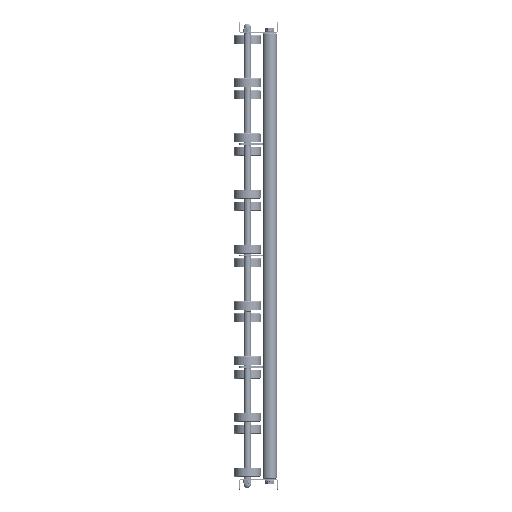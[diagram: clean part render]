
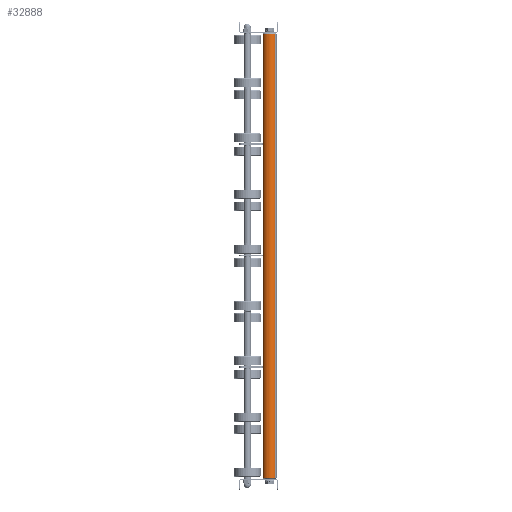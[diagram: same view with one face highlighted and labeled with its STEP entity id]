
A CAD part, left-side view. The second image highlights one B-rep face of the part: STEP entity #32888.
In plain terms, the highlighted cylindrical face has radius 12.5 mm (diameter 25 mm), a partial arc.
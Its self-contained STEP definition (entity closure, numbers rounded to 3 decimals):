
#498 = ORIENTED_EDGE ( 'NONE', *, *, #35957, .T. ) ;
#1003 = VERTEX_POINT ( 'NONE', #20456 ) ;
#1826 = VERTEX_POINT ( 'NONE', #7516 ) ;
#2314 = VECTOR ( 'NONE', #22944, 1000. ) ;
#2842 = DIRECTION ( 'NONE',  ( -1., 0., 0. ) ) ;
#3338 = CYLINDRICAL_SURFACE ( 'NONE', #22052, 12.5 ) ;
#5277 = DIRECTION ( 'NONE',  ( 0., 0., -1. ) ) ;
#5530 = CIRCLE ( 'NONE', #29342, 12.5 ) ;
#6950 = AXIS2_PLACEMENT_3D ( 'NONE', #25462, #25089, #5277 ) ;
#7516 = CARTESIAN_POINT ( 'NONE',  ( 799., 0., 12.5 ) ) ;
#7597 = VERTEX_POINT ( 'NONE', #13497 ) ;
#8336 = LINE ( 'NONE', #19346, #8701 ) ;
#8701 = VECTOR ( 'NONE', #2842, 1000. ) ;
#8837 = FACE_OUTER_BOUND ( 'NONE', #24034, .T. ) ;
#9183 = CARTESIAN_POINT ( 'NONE',  ( 800., 0., 12.5 ) ) ;
#9608 = CARTESIAN_POINT ( 'NONE',  ( 799., 0., 0. ) ) ;
#9792 = DIRECTION ( 'NONE',  ( -1., 0., 0. ) ) ;
#10151 = VERTEX_POINT ( 'NONE', #28536 ) ;
#11764 = CARTESIAN_POINT ( 'NONE',  ( 800., 0., 0. ) ) ;
#13495 = EDGE_CURVE ( 'NONE', #7597, #10151, #32145, .T. ) ;
#13497 = CARTESIAN_POINT ( 'NONE',  ( 1., 0., 12.5 ) ) ;
#14776 = EDGE_CURVE ( 'NONE', #1003, #10151, #8336, .T. ) ;
#19346 = CARTESIAN_POINT ( 'NONE',  ( 800., 0., -12.5 ) ) ;
#19656 = EDGE_CURVE ( 'NONE', #1003, #1826, #5530, .T. ) ;
#20456 = CARTESIAN_POINT ( 'NONE',  ( 799., 0., -12.5 ) ) ;
#21229 = ORIENTED_EDGE ( 'NONE', *, *, #13495, .T. ) ;
#22052 = AXIS2_PLACEMENT_3D ( 'NONE', #11764, #27742, #33427 ) ;
#22944 = DIRECTION ( 'NONE',  ( -1., 0., 0. ) ) ;
#24034 = EDGE_LOOP ( 'NONE', ( #27376, #34111, #498, #21229 ) ) ;
#25089 = DIRECTION ( 'NONE',  ( 1., 0., 0. ) ) ;
#25462 = CARTESIAN_POINT ( 'NONE',  ( 1., 0., 0. ) ) ;
#27376 = ORIENTED_EDGE ( 'NONE', *, *, #14776, .F. ) ;
#27742 = DIRECTION ( 'NONE',  ( -1., 0., 0. ) ) ;
#28536 = CARTESIAN_POINT ( 'NONE',  ( 1., 0., -12.5 ) ) ;
#29251 = DIRECTION ( 'NONE',  ( 0., 0., -1. ) ) ;
#29342 = AXIS2_PLACEMENT_3D ( 'NONE', #9608, #9792, #29251 ) ;
#32145 = CIRCLE ( 'NONE', #6950, 12.5 ) ;
#32888 = ADVANCED_FACE ( 'NONE', ( #8837 ), #3338, .T. ) ;
#33427 = DIRECTION ( 'NONE',  ( 0., 0., 1. ) ) ;
#34111 = ORIENTED_EDGE ( 'NONE', *, *, #19656, .T. ) ;
#34318 = LINE ( 'NONE', #9183, #2314 ) ;
#35957 = EDGE_CURVE ( 'NONE', #1826, #7597, #34318, .T. ) ;
